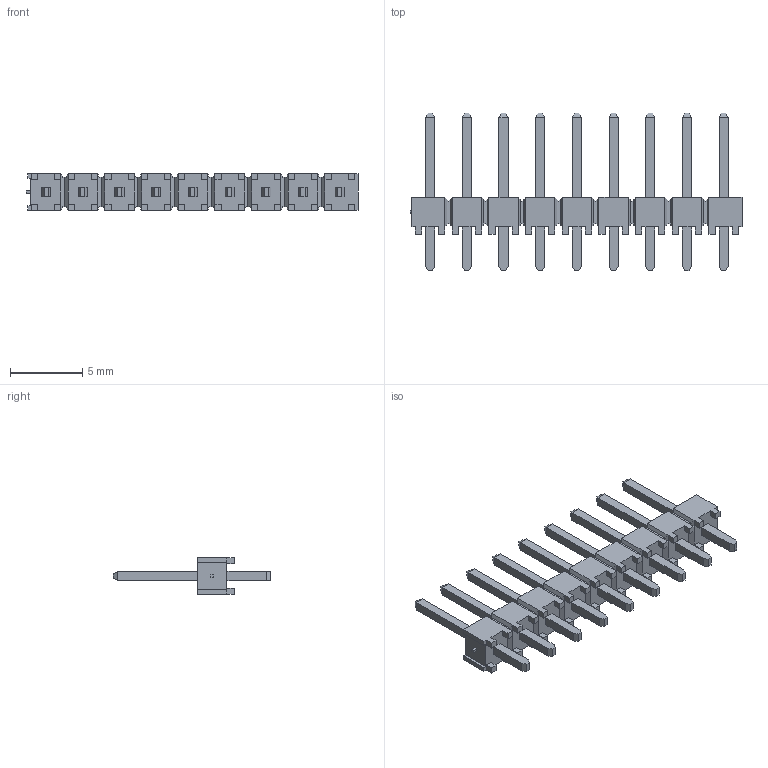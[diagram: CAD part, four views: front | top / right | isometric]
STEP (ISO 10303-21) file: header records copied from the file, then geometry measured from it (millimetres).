
FILE_DESCRIPTION (( 'STEP AP214' ), '1' );
FILE_NAME ('TSW-109-07-G-S.STEP', '2021-03-08T15:36:24', ( '' ), ( '' ), 'SwSTEP 2.0', 'SolidWorks 2018', '' );
FILE_SCHEMA (( 'AUTOMOTIVE_DESIGN' ));
Length unit declared in the file: millimetre
Products named in the file (3): TSW_109_07_G_S_5; TSW_109_07_G_S_3; TSW-109-07-G-S
Assembly tree (2 placements, depth 2):
  TSW-109-07-G-S
    TSW_109_07_G_S_3
    TSW_109_07_G_S_5
Bounding box: 22.99 x 10.92 x 2.54 mm (x, y, z)
Volume: 148.7 mm3; surface area: 585.7 mm2
Topology: 2 solids, 2 shells, 457 faces, 1170 edges, 736 vertices
Faces by surface type: plane 457
Entity records: 13514 total; most frequent: CARTESIAN_POINT 2368, ORIENTED_EDGE 2340, DIRECTION 2094, EDGE_CURVE 1170, VECTOR 1170, LINE 1170, VERTEX_POINT 736, EDGE_LOOP 494
